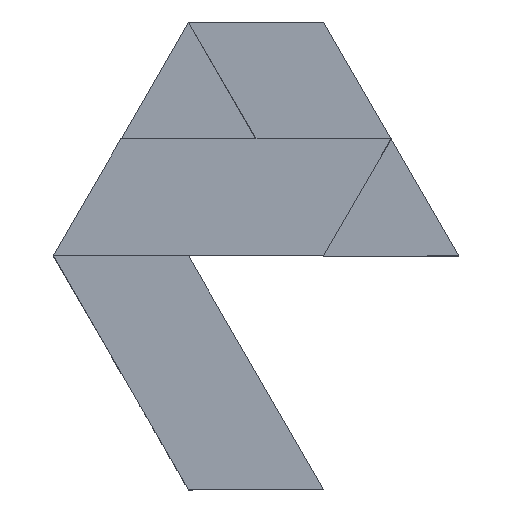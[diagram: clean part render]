
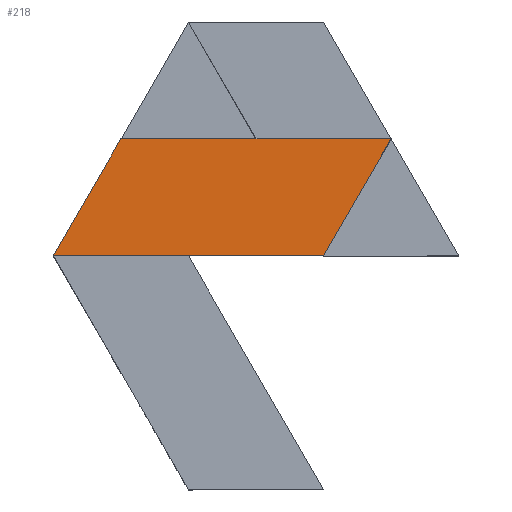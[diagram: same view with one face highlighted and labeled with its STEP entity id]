
A CAD part, top view. The second image highlights one B-rep face of the part: STEP entity #218.
In plain terms, the highlighted planar face has unit normal (0, 0, 1).
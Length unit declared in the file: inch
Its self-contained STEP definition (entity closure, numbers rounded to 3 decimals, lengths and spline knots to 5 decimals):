
#46=FACE_OUTER_BOUND('',#58,.T.);
#58=EDGE_LOOP('',(#191,#192,#193,#194));
#71=LINE('',#336,#95);
#78=LINE('',#351,#102);
#81=LINE('',#355,#105);
#82=LINE('',#357,#106);
#95=VECTOR('',#271,1.1547);
#102=VECTOR('',#282,1.1547);
#105=VECTOR('',#287,2.30965);
#106=VECTOR('',#290,2.30965);
#115=VERTEX_POINT('',#334);
#116=VERTEX_POINT('',#335);
#121=VERTEX_POINT('',#349);
#122=VERTEX_POINT('',#350);
#135=EDGE_CURVE('',#115,#116,#71,.T.);
#142=EDGE_CURVE('',#121,#122,#78,.T.);
#145=EDGE_CURVE('',#115,#122,#81,.T.);
#146=EDGE_CURVE('',#121,#116,#82,.T.);
#191=ORIENTED_EDGE('',*,*,#135,.F.);
#192=ORIENTED_EDGE('',*,*,#145,.T.);
#193=ORIENTED_EDGE('',*,*,#142,.F.);
#194=ORIENTED_EDGE('',*,*,#146,.T.);
#206=PLANE('',#234);
#218=ADVANCED_FACE('',(#46),#206,.T.);
#234=AXIS2_PLACEMENT_3D('',#358,#291,#292);
#271=DIRECTION('',(0.5,0.866,0.));
#282=DIRECTION('',(-0.5,-0.866,0.));
#287=DIRECTION('',(1.,0.,0.));
#290=DIRECTION('',(-1.,0.,0.));
#291=DIRECTION('center_axis',(0.,0.,1.));
#292=DIRECTION('ref_axis',(1.,0.,0.));
#334=CARTESIAN_POINT('',(0.,0.,0.75));
#335=CARTESIAN_POINT('',(0.57735,1.,0.75));
#336=CARTESIAN_POINT('',(0.43303,0.75003,0.75));
#349=CARTESIAN_POINT('',(2.887,1.,0.75));
#350=CARTESIAN_POINT('',(2.30965,0.,0.75));
#351=CARTESIAN_POINT('',(2.45397,0.24997,0.75));
#355=CARTESIAN_POINT('',(0.,0.,0.75));
#357=CARTESIAN_POINT('',(2.887,1.,0.75));
#358=CARTESIAN_POINT('Origin',(1.4435,0.5,0.75));
